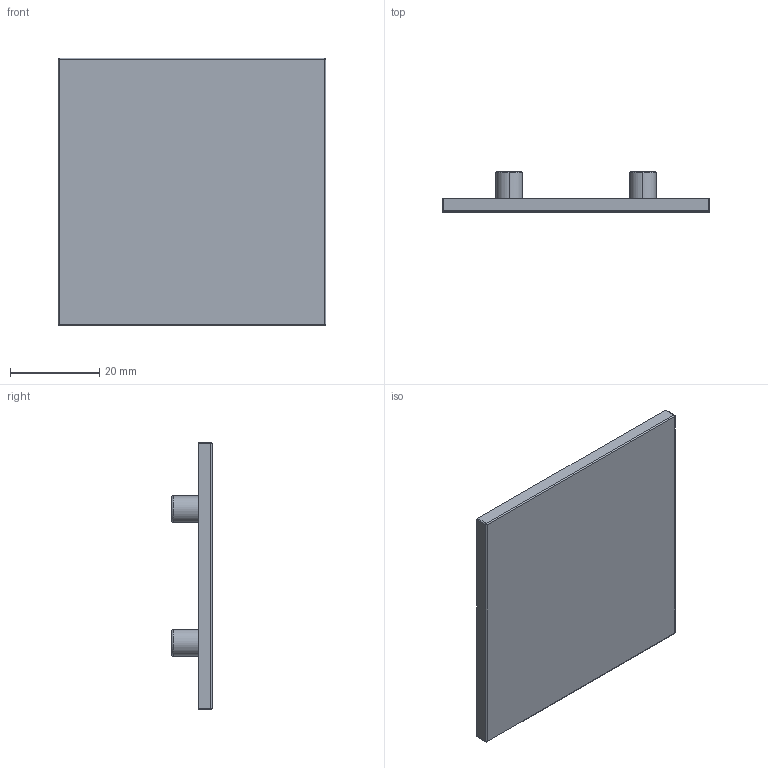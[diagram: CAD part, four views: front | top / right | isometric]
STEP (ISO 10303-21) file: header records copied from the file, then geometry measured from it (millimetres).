
FILE_DESCRIPTION (( 'STEP AP203' ), '1' );
FILE_NAME ('B40-65.STEP', '2018-04-03T11:05:06', ( 'User2' ), ( '' ), 'SwSTEP 2.0', 'SolidWorks 2007', '' );
FILE_SCHEMA (( 'CONFIG_CONTROL_DESIGN' ));
Length unit declared in the file: millimetre
Products named in the file (1): B40-65
Bounding box: 60 x 9 x 60 mm (x, y, z)
Volume: 7777.2 mm3; surface area: 9034.3 mm2
Topology: 1 solids, 1 shells, 63 faces, 132 edges, 76 vertices
Faces by surface type: cylinder 24, plane 19, torus 16, bspline 4
Entity records: 1779 total; most frequent: DIRECTION 328, CARTESIAN_POINT 328, ORIENTED_EDGE 256, AXIS2_PLACEMENT_3D 140, EDGE_CURVE 128, CIRCLE 80, VERTEX_POINT 76, EDGE_LOOP 72
